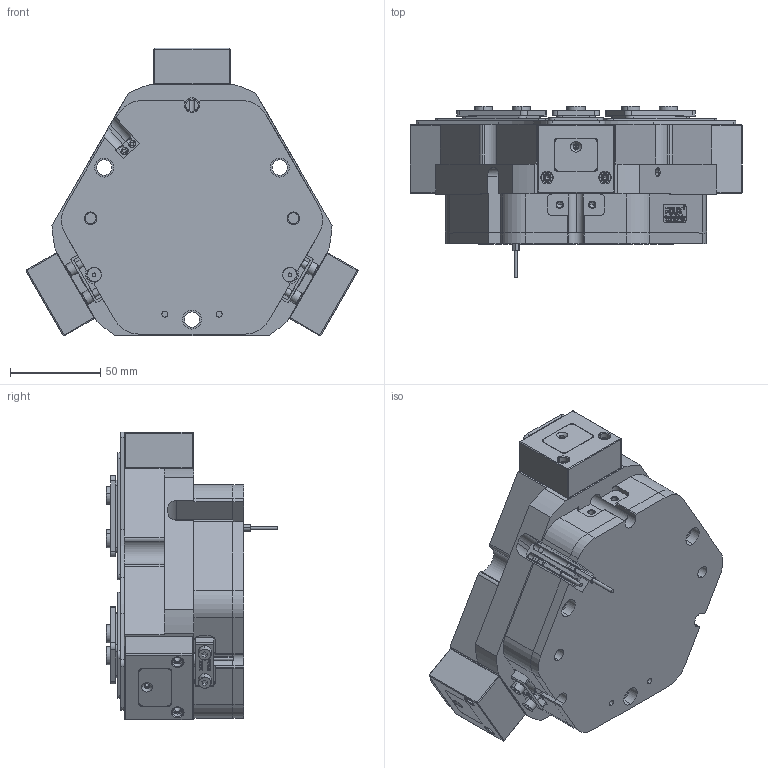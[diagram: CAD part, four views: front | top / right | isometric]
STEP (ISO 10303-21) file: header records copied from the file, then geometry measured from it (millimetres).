
FILE_DESCRIPTION (( 'STEP AP203' ), '1' );
FILE_NAME ('FZ90-155-P.STEP', '2025-03-31T07:25:18', ( 'USER-' ), ( 'Microsoft' ), 'SwSTEP 2.0', 'SolidWorks 2018', '' );
FILE_SCHEMA (( 'CONFIG_CONTROL_DESIGN' ));
Length unit declared in the file: millimetre
Products named in the file (21): 棠羲換覜ん; FZ90-155-M-11 痄雄結啣-1; 25x10-R1.5; ﾏ擎ﾗ10｡ﾁ8｡ﾁ6; FZ90-155-M-07 芢蹋裔; FZ90-155-M-05 菁裔啣; 90滅鳥; 揤輸; FZ90-155-M-15 耜猾裔-1; FZ90-155-M-06 笢猾啣; 揤輸杅耀.sldasm-Part-9; FZ90-155-M-02 喘倛賑輸; 电容传感器; FZ90-155-M-08 耜猾极-1; 20241226-M4 M4換覜ん揤輸.step; 内六角圆柱头螺钉[GBT70_1-2008][M2.5×8]_M2.5×8; FZ90-155-M-12 忒硌薊啣-1; 内六角圆柱头螺钉[GBT70_1-2008][M4×12]_M4×12; FZ90-155-M-01 褲极; FZ90-155-P; FZ90-155-M-09 滅鳥裔啣-1
Assembly tree (52 placements, depth 3):
  FZ90-155-P
    FZ90-155-M-01 褲极
    FZ90-155-M-02 喘倛賑輸  x3
    FZ90-155-M-05 菁裔啣
    FZ90-155-M-06 笢猾啣
    FZ90-155-M-07 芢蹋裔  x3
    电容传感器  x2
    20241226-M4 M4換覜ん揤輸.step  x2
    揤輸  x3
      揤輸杅耀.sldasm-Part-9
      内六角圆柱头螺钉[GBT70_1-2008][M2.5×8]_M2.5×8
    内六角圆柱头螺钉[GBT70_1-2008][M4×12]_M4×12  x4
    棠羲換覜ん  x2
    ﾏ擎ﾗ10｡ﾁ8｡ﾁ6  x12
    25x10-R1.5
    90滅鳥
      FZ90-155-M-08 耜猾极-1  x3
      FZ90-155-M-09 滅鳥裔啣-1
      FZ90-155-M-11 痄雄結啣-1  x3
      FZ90-155-M-12 忒硌薊啣-1  x3
      FZ90-155-M-15 耜猾裔-1  x3
Bounding box: 183.44 x 94.84 x 159 mm (x, y, z)
Volume: 1010036 mm3; surface area: 230162.9 mm2
Topology: 54 solids, 64 shells, 2848 faces, 7395 edges, 4700 vertices
Faces by surface type: plane 1263, cylinder 792, bspline 377, cone 328, torus 70, sphere 18
Entity records: 64564 total; most frequent: CARTESIAN_POINT 20112, ORIENTED_EDGE 8962, DIRECTION 7904, EDGE_CURVE 4481, VERTEX_POINT 2930, VECTOR 2872, LINE 2872, AXIS2_PLACEMENT_3D 2516
